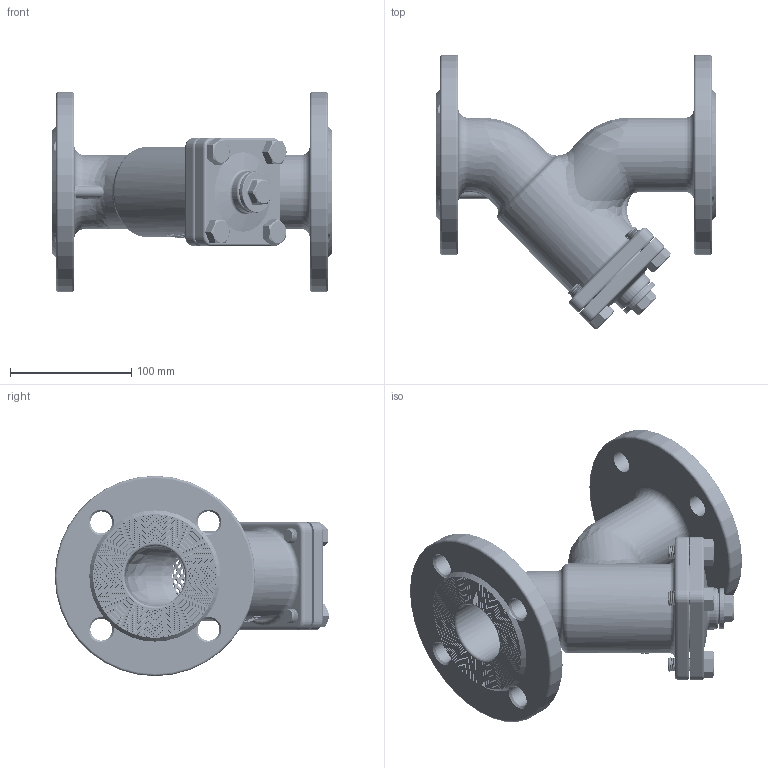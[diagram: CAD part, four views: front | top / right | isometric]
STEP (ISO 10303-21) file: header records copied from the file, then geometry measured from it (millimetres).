
FILE_DESCRIPTION(/* description */ (''),/* implementation_level */ '2;1');
FILE_NAME(/* name */ 'Y-GUOLUQI-DIN-PN16-2.0_asm.stp',/* time_stamp */ '2016-04-26T16:03:26+08:00',/* author */ (''),/* organization */ ('SL'),/* preprocessor_version */ 'ST-DEVELOPER v15',/* originating_system */ 'SIEMENS PLM Software NX 8.5',/* authorisation */ '');
FILE_SCHEMA (('CONFIG_CONTROL_DESIGN'));
Bounding box: 230 x 226.04 x 165 mm (x, y, z)
Volume: 1043346 mm3; surface area: 284470.7 mm2
Topology: 10 solids, 10 shells, 2007 faces, 5598 edges, 3686 vertices
Faces by surface type: cylinder 1246, plane 288, cone 239, bspline 153, torus 46, extrusion 35
Full cylindrical faces by diameter (mm): 18 x8, 50 x4, 54.998 x1, 61.2 x2, 62.997 x1, 74.199 x1, 165 x2
Entity records: 135900 total; most frequent: CRTPNT 90973, ORNEDG 10004, DRCTN 6413, EDGCRV 5002, VRTPNT 3416, EDGLP 3242, BSCWK 2892, A2PL3D 2504
